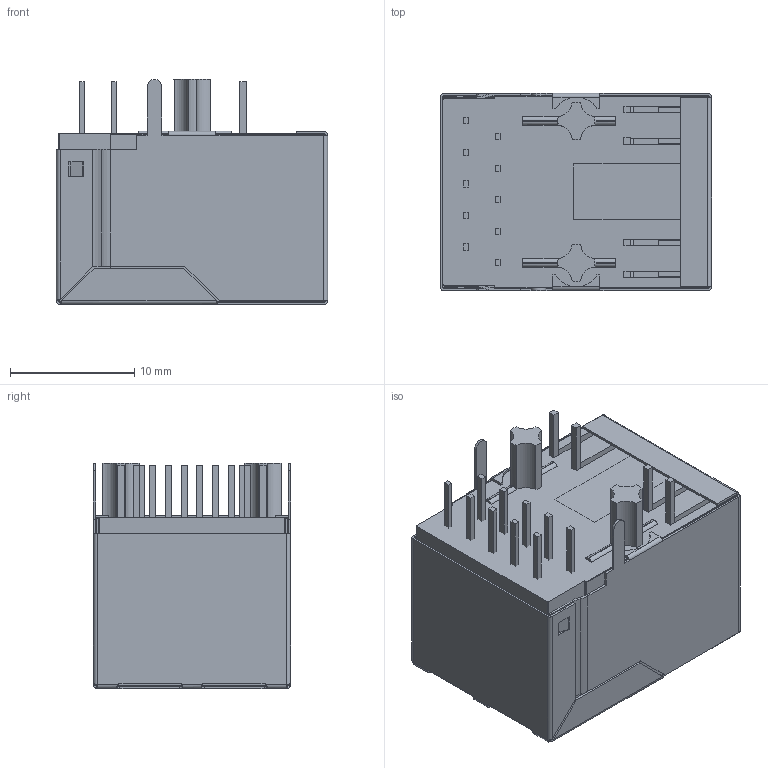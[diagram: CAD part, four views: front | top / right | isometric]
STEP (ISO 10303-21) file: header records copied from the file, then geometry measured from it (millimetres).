
FILE_DESCRIPTION( ( 'Unknown' ), '1' );
FILE_NAME( '7499210121A.stp', 'Unknown', ( 'Unknown' ), ( 'Unknown' ), 'PSStep 17.0.49', 'Unknown', ' ' );
FILE_SCHEMA( ( 'AUTOMOTIVE_DESIGN { 1 0 10303 214 1 1 1 1 }' ) );
Length unit declared in the file: millimetre
Products named in the file (6): Assem1; Green_Yellow_LED; Insulator 3; Insulator 2; Insulator 1; Shielding
Assembly tree (6 placements, depth 2):
  Assem1
    Green_Yellow_LED  x2
    Insulator 3
    Insulator 2
    Insulator 1
    Shielding
Bounding box: 21.84 x 15.88 x 18.13 mm (x, y, z)
Volume: 2595.8 mm3; surface area: 7538.1 mm2
Topology: 6 solids, 6 shells, 675 faces, 1796 edges, 1124 vertices
Faces by surface type: plane 480, cylinder 149, sphere 18, extrusion 14, bspline 14
Entity records: 25302 total; most frequent: CARTESIAN_POINT 4398, ORIENTED_EDGE 3388, DIRECTION 3030, EDGE_CURVE 1694, VECTOR 1274, LINE 1260, VERTEX_POINT 1072, AXIS2_PLACEMENT_3D 878
